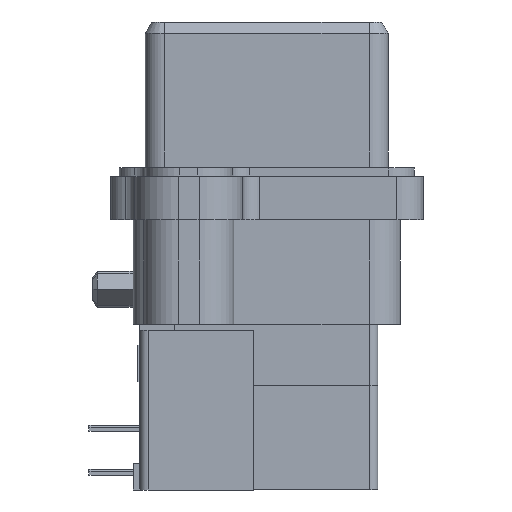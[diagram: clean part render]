
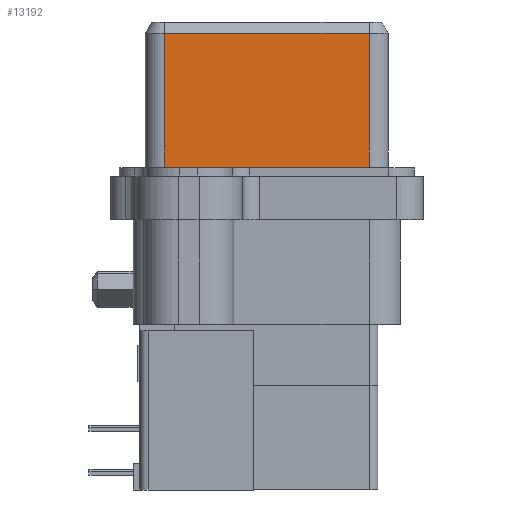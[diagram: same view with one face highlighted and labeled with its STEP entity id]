
A CAD part, left-side view. The second image highlights one B-rep face of the part: STEP entity #13192.
In plain terms, the highlighted planar face has unit normal (-1, 0, 0).
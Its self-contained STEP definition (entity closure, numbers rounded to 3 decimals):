
#71 = DIRECTION ( 'NONE',  ( 0., 1., 0. ) ) ;
#333 = CARTESIAN_POINT ( 'NONE',  ( -8., 5.9, 1.75 ) ) ;
#2493 = LINE ( 'NONE', #8862, #14693 ) ;
#2844 = VECTOR ( 'NONE', #11135, 1000. ) ;
#2965 = VECTOR ( 'NONE', #6974, 1000. ) ;
#6974 = DIRECTION ( 'NONE',  ( 0., 1., 0. ) ) ;
#7302 = CARTESIAN_POINT ( 'NONE',  ( -8., 0., 1.75 ) ) ;
#7656 = FACE_OUTER_BOUND ( 'NONE', #30767, .T. ) ;
#7741 = CARTESIAN_POINT ( 'NONE',  ( -8., -5.9, -7. ) ) ;
#8573 = CARTESIAN_POINT ( 'NONE',  ( -8., -5.9, -7. ) ) ;
#8862 = CARTESIAN_POINT ( 'NONE',  ( -8., 5.9, -2.625 ) ) ;
#9914 = LINE ( 'NONE', #7302, #28643 ) ;
#10235 = ORIENTED_EDGE ( 'NONE', *, *, #14408, .T. ) ;
#10913 = EDGE_CURVE ( 'NONE', #25074, #29492, #2493, .T. ) ;
#11034 = DIRECTION ( 'NONE',  ( -1., 0., 0. ) ) ;
#11135 = DIRECTION ( 'NONE',  ( 0., 0., 1. ) ) ;
#12115 = VERTEX_POINT ( 'NONE', #26711 ) ;
#13059 = VERTEX_POINT ( 'NONE', #7741 ) ;
#13192 = ADVANCED_FACE ( 'NONE', ( #7656 ), #23200, .T. ) ;
#14408 = EDGE_CURVE ( 'NONE', #12115, #25074, #9914, .T. ) ;
#14693 = VECTOR ( 'NONE', #25982, 1000. ) ;
#15931 = LINE ( 'NONE', #26517, #2965 ) ;
#17082 = CARTESIAN_POINT ( 'NONE',  ( -8., 5.9, -7. ) ) ;
#20306 = ORIENTED_EDGE ( 'NONE', *, *, #10913, .T. ) ;
#22310 = LINE ( 'NONE', #25784, #2844 ) ;
#23200 = PLANE ( 'NONE',  #31646 ) ;
#25074 = VERTEX_POINT ( 'NONE', #333 ) ;
#25268 = ORIENTED_EDGE ( 'NONE', *, *, #30909, .F. ) ;
#25701 = ORIENTED_EDGE ( 'NONE', *, *, #26802, .T. ) ;
#25784 = CARTESIAN_POINT ( 'NONE',  ( -8., -5.9, -2.625 ) ) ;
#25982 = DIRECTION ( 'NONE',  ( 0., 0., -1. ) ) ;
#26517 = CARTESIAN_POINT ( 'NONE',  ( -8., 0., -7. ) ) ;
#26711 = CARTESIAN_POINT ( 'NONE',  ( -8., -5.9, 1.75 ) ) ;
#26802 = EDGE_CURVE ( 'NONE', #13059, #12115, #22310, .T. ) ;
#28112 = DIRECTION ( 'NONE',  ( 0., 0., 1. ) ) ;
#28643 = VECTOR ( 'NONE', #71, 1000. ) ;
#29492 = VERTEX_POINT ( 'NONE', #17082 ) ;
#30767 = EDGE_LOOP ( 'NONE', ( #20306, #25268, #25701, #10235 ) ) ;
#30909 = EDGE_CURVE ( 'NONE', #13059, #29492, #15931, .T. ) ;
#31646 = AXIS2_PLACEMENT_3D ( 'NONE', #8573, #11034, #28112 ) ;
